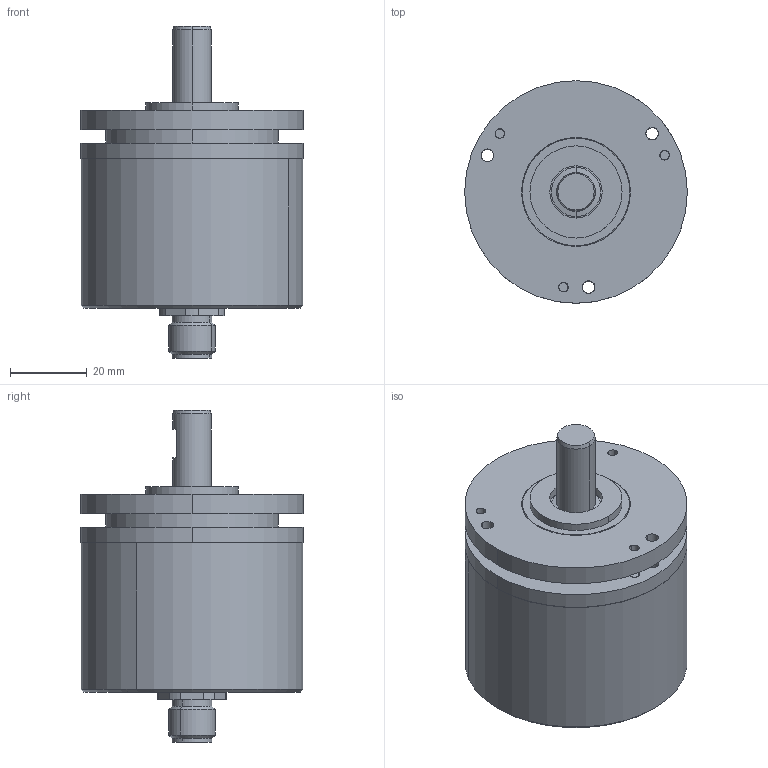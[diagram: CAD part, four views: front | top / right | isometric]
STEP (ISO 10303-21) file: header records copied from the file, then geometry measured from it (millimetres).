
FILE_DESCRIPTION((''),'2;1');
FILE_NAME('534636','2010-11-10T',('se2802'),(''),'PRO/ENGINEER BY PARAMETRIC TECHNOLOGY CORPORATION, 2010180','PRO/ENGINEER BY PARAMETRIC TECHNOLOGY CORPORATION, 2010180','');
FILE_SCHEMA(('CONFIG_CONTROL_DESIGN'));
Length unit declared in the file: millimetre
Products named in the file (1): 534636
Bounding box: 58 x 58 x 86.5 mm (x, y, z)
Volume: 80330.9 mm3; surface area: 39974.6 mm2
Topology: 2 solids, 4 shells, 1173 faces, 3251 edges, 2127 vertices
Faces by surface type: cylinder 380, plane 349, extrusion 324, cone 58, torus 56, sphere 6
Entity records: 42337 total; most frequent: CARTESIAN_POINT 12855, ORIENTED_EDGE 6498, DIRECTION 5503, EDGE_CURVE 3249, VERTEX_POINT 2127, AXIS2_PLACEMENT_3D 1957, VECTOR 1589, EDGE_LOOP 1294
